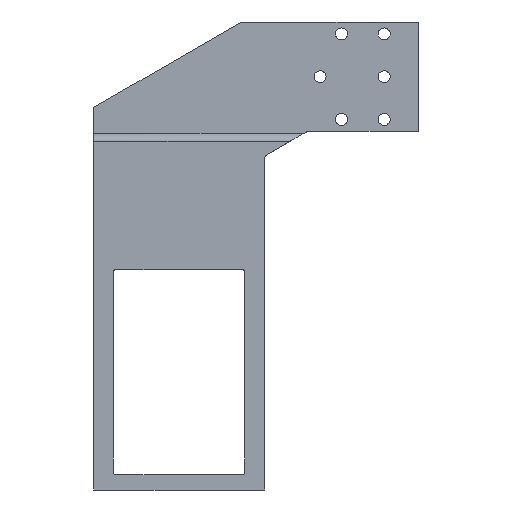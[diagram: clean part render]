
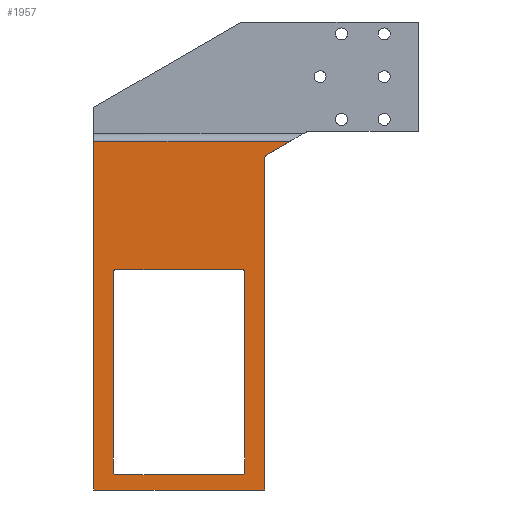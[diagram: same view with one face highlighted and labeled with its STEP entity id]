
A CAD part, front view. The second image highlights one B-rep face of the part: STEP entity #1957.
In plain terms, the highlighted planar face has unit normal (0, -1, 0).
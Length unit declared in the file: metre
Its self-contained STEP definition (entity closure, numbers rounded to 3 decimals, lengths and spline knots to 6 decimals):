
#61=PLANE('',#2170);
#186=LINE('',#3133,#358);
#188=LINE('',#3136,#360);
#190=LINE('',#3139,#362);
#191=LINE('',#3141,#363);
#193=LINE('',#3145,#365);
#196=LINE('',#3151,#368);
#248=LINE('',#3315,#420);
#255=LINE('',#3328,#427);
#256=LINE('',#3329,#428);
#358=VECTOR('',#2528,1.);
#360=VECTOR('',#2532,1.);
#362=VECTOR('',#2536,1.);
#363=VECTOR('',#2539,1.);
#365=VECTOR('',#2545,1.);
#368=VECTOR('',#2550,1.);
#420=VECTOR('',#2720,1.);
#427=VECTOR('',#2731,1.);
#428=VECTOR('',#2732,1.);
#886=ORIENTED_EDGE('',*,*,#1150,.F.);
#887=ORIENTED_EDGE('',*,*,#1074,.F.);
#888=ORIENTED_EDGE('',*,*,#1149,.F.);
#889=ORIENTED_EDGE('',*,*,#1082,.F.);
#890=ORIENTED_EDGE('',*,*,#1147,.F.);
#891=ORIENTED_EDGE('',*,*,#1086,.F.);
#892=ORIENTED_EDGE('',*,*,#1145,.F.);
#893=ORIENTED_EDGE('',*,*,#1098,.F.);
#894=ORIENTED_EDGE('',*,*,#1231,.F.);
#895=ORIENTED_EDGE('',*,*,#1238,.F.);
#896=ORIENTED_EDGE('',*,*,#1152,.T.);
#897=ORIENTED_EDGE('',*,*,#1155,.T.);
#898=ORIENTED_EDGE('',*,*,#1045,.F.);
#899=ORIENTED_EDGE('',*,*,#1239,.F.);
#1045=EDGE_CURVE('',#1308,#1309,#1464,.T.);
#1074=EDGE_CURVE('',#1333,#1334,#1479,.T.);
#1082=EDGE_CURVE('',#1341,#1342,#1483,.T.);
#1086=EDGE_CURVE('',#1345,#1346,#1485,.T.);
#1098=EDGE_CURVE('',#1357,#1358,#1489,.T.);
#1145=EDGE_CURVE('',#1358,#1345,#186,.T.);
#1147=EDGE_CURVE('',#1346,#1341,#188,.T.);
#1149=EDGE_CURVE('',#1342,#1333,#190,.T.);
#1150=EDGE_CURVE('',#1334,#1357,#191,.T.);
#1152=EDGE_CURVE('',#1373,#1374,#193,.T.);
#1155=EDGE_CURVE('',#1374,#1309,#196,.T.);
#1231=EDGE_CURVE('',#1427,#1424,#248,.T.);
#1238=EDGE_CURVE('',#1373,#1427,#255,.T.);
#1239=EDGE_CURVE('',#1424,#1308,#256,.T.);
#1308=VERTEX_POINT('',#2931);
#1309=VERTEX_POINT('',#2932);
#1333=VERTEX_POINT('',#2996);
#1334=VERTEX_POINT('',#2998);
#1341=VERTEX_POINT('',#3014);
#1342=VERTEX_POINT('',#3016);
#1345=VERTEX_POINT('',#3023);
#1346=VERTEX_POINT('',#3025);
#1357=VERTEX_POINT('',#3050);
#1358=VERTEX_POINT('',#3052);
#1373=VERTEX_POINT('',#3146);
#1374=VERTEX_POINT('',#3147);
#1424=VERTEX_POINT('',#3309);
#1427=VERTEX_POINT('',#3314);
#1464=CIRCLE('',#2037,0.003);
#1479=CIRCLE('',#2061,0.0015);
#1483=CIRCLE('',#2067,0.0015);
#1485=CIRCLE('',#2070,0.0015);
#1489=CIRCLE('',#2079,0.0015);
#1656=EDGE_LOOP('',(#886,#887,#888,#889,#890,#891,#892,#893));
#1657=EDGE_LOOP('',(#894,#895,#896,#897,#898,#899));
#1805=FACE_BOUND('',#1656,.T.);
#1806=FACE_BOUND('',#1657,.T.);
#1957=ADVANCED_FACE('',(#1805,#1806),#61,.T.);
#2037=AXIS2_PLACEMENT_3D('',#2930,#2327,#2328);
#2061=AXIS2_PLACEMENT_3D('',#2997,#2388,#2389);
#2067=AXIS2_PLACEMENT_3D('',#3015,#2404,#2405);
#2070=AXIS2_PLACEMENT_3D('',#3024,#2412,#2413);
#2079=AXIS2_PLACEMENT_3D('',#3051,#2436,#2437);
#2170=AXIS2_PLACEMENT_3D('',#3327,#2729,#2730);
#2327=DIRECTION('',(0.,-1.,0.));
#2328=DIRECTION('',(0.,0.,-1.));
#2388=DIRECTION('',(0.,-1.,0.));
#2389=DIRECTION('',(0.,0.,-1.));
#2404=DIRECTION('',(0.,-1.,0.));
#2405=DIRECTION('',(0.,0.,-1.));
#2412=DIRECTION('',(0.,-1.,0.));
#2413=DIRECTION('',(0.,0.,-1.));
#2436=DIRECTION('',(0.,-1.,0.));
#2437=DIRECTION('',(0.,0.,-1.));
#2528=DIRECTION('',(-1.,0.,0.));
#2532=DIRECTION('',(0.,0.,-1.));
#2536=DIRECTION('',(1.,0.,0.));
#2539=DIRECTION('',(0.,0.,1.));
#2545=DIRECTION('',(1.,0.,0.));
#2550=DIRECTION('',(0.,0.,1.));
#2720=DIRECTION('',(1.,0.,0.));
#2729=DIRECTION('',(0.,-1.,0.));
#2730=DIRECTION('',(0.,0.,-1.));
#2731=DIRECTION('',(0.,0.,1.));
#2732=DIRECTION('',(-0.866,0.,-0.5));
#2930=CARTESIAN_POINT('',(0.053,-0.025,-0.048166));
#2931=CARTESIAN_POINT('',(0.0515,-0.025,-0.045568));
#2932=CARTESIAN_POINT('',(0.05,-0.025,-0.048166));
#2996=CARTESIAN_POINT('',(0.037,-0.025,-0.232934));
#2997=CARTESIAN_POINT('',(0.037,-0.025,-0.231434));
#2998=CARTESIAN_POINT('',(0.0385,-0.025,-0.231434));
#3014=CARTESIAN_POINT('',(-0.0385,-0.025,-0.231434));
#3015=CARTESIAN_POINT('',(-0.037,-0.025,-0.231434));
#3016=CARTESIAN_POINT('',(-0.037,-0.025,-0.232934));
#3023=CARTESIAN_POINT('',(-0.037,-0.025,-0.112934));
#3024=CARTESIAN_POINT('',(-0.037,-0.025,-0.114434));
#3025=CARTESIAN_POINT('',(-0.0385,-0.025,-0.114434));
#3050=CARTESIAN_POINT('',(0.0385,-0.025,-0.114434));
#3051=CARTESIAN_POINT('',(0.037,-0.025,-0.114434));
#3052=CARTESIAN_POINT('',(0.037,-0.025,-0.112934));
#3133=CARTESIAN_POINT('',(0.0385,-0.025,-0.112934));
#3136=CARTESIAN_POINT('',(-0.0385,-0.025,-0.112934));
#3139=CARTESIAN_POINT('',(0.0385,-0.025,-0.232934));
#3141=CARTESIAN_POINT('',(0.0385,-0.025,-0.112934));
#3145=CARTESIAN_POINT('',(-0.05,-0.025,-0.241934));
#3146=CARTESIAN_POINT('',(-0.05,-0.025,-0.241934));
#3147=CARTESIAN_POINT('',(0.05,-0.025,-0.241934));
#3151=CARTESIAN_POINT('',(0.05,-0.025,-0.046434));
#3309=CARTESIAN_POINT('',(0.064608,-0.025,-0.038));
#3314=CARTESIAN_POINT('',(-0.05,-0.025,-0.038));
#3315=CARTESIAN_POINT('',(-0.05,-0.025,-0.038));
#3327=CARTESIAN_POINT('',(0.,-0.025,0.));
#3328=CARTESIAN_POINT('',(-0.05,-0.025,0.032));
#3329=CARTESIAN_POINT('',(0.075,-0.025,-0.032));
